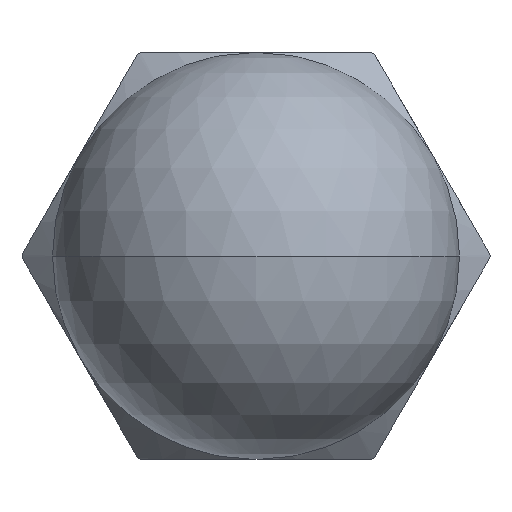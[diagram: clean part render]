
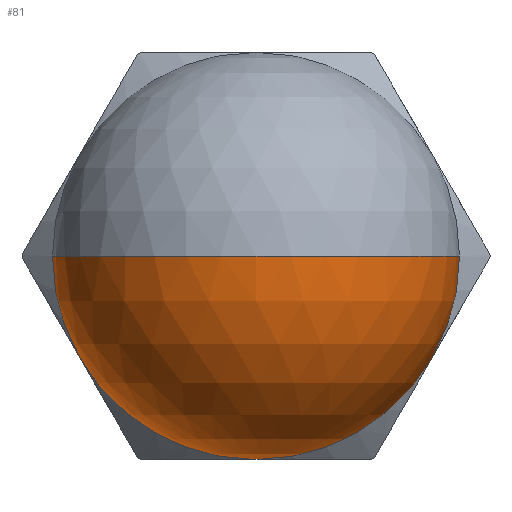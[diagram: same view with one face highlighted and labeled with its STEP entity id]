
A CAD part, left-side view. The second image highlights one B-rep face of the part: STEP entity #81.
In plain terms, the highlighted spherical face has radius 5 mm.
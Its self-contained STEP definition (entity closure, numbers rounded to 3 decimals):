
#81=ADVANCED_FACE('',(#125),#126,.T.);
#125=FACE_OUTER_BOUND('',#201,.T.);
#126=SPHERICAL_SURFACE('',#202,5.0);
#201=EDGE_LOOP('',(#311,#312,#313,#314));
#202=AXIS2_PLACEMENT_3D('',#315,#316,#317);
#311=ORIENTED_EDGE('',*,*,#562,.T.);
#312=ORIENTED_EDGE('',*,*,#565,.T.);
#313=ORIENTED_EDGE('',*,*,#581,.T.);
#314=ORIENTED_EDGE('',*,*,#582,.F.);
#315=CARTESIAN_POINT('',(-9.5,0.0,0.0));
#316=DIRECTION('',(-0.0,0.0,-1.0));
#317=DIRECTION('',(0.0,1.0,0.0));
#562=EDGE_CURVE('',#655,#658,#659,.T.);
#565=EDGE_CURVE('',#658,#646,#663,.T.);
#581=EDGE_CURVE('',#646,#693,#694,.T.);
#582=EDGE_CURVE('',#655,#693,#695,.T.);
#646=VERTEX_POINT('',#793);
#655=VERTEX_POINT('',#802);
#658=VERTEX_POINT('',#805);
#659=CIRCLE('',#806,5.0);
#663=CIRCLE('',#810,5.0);
#693=VERTEX_POINT('',#844);
#694=CIRCLE('',#845,5.0);
#695=CIRCLE('',#846,5.0);
#793=CARTESIAN_POINT('',(-9.5,-5.0,0.));
#802=CARTESIAN_POINT('',(-9.5,5.0,0.0));
#805=CARTESIAN_POINT('',(-9.5,0.0,-5.0));
#806=AXIS2_PLACEMENT_3D('',#1128,#1129,#1130);
#810=AXIS2_PLACEMENT_3D('',#1137,#1138,#1139);
#844=CARTESIAN_POINT('',(-14.5,0.,0.0));
#845=AXIS2_PLACEMENT_3D('',#1177,#1178,#1179);
#846=AXIS2_PLACEMENT_3D('',#1180,#1181,#1182);
#1128=CARTESIAN_POINT('',(-9.5,0.0,0.0));
#1129=DIRECTION('',(-1.0,-0.0,-0.0));
#1130=DIRECTION('',(0.0,0.0,-1.0));
#1137=CARTESIAN_POINT('',(-9.5,0.0,0.0));
#1138=DIRECTION('',(-1.0,-0.0,-0.0));
#1139=DIRECTION('',(0.0,0.0,-1.0));
#1177=CARTESIAN_POINT('',(-9.5,0.0,0.0));
#1178=DIRECTION('',(0.0,0.,-1.0));
#1179=DIRECTION('',(0.0,1.0,0.));
#1180=CARTESIAN_POINT('',(-9.5,0.0,0.0));
#1181=DIRECTION('',(-0.0,0.0,1.0));
#1182=DIRECTION('',(1.0,0.0,0.0));
